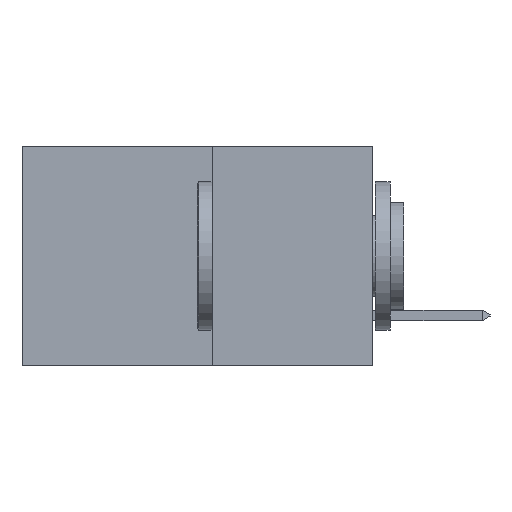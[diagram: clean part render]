
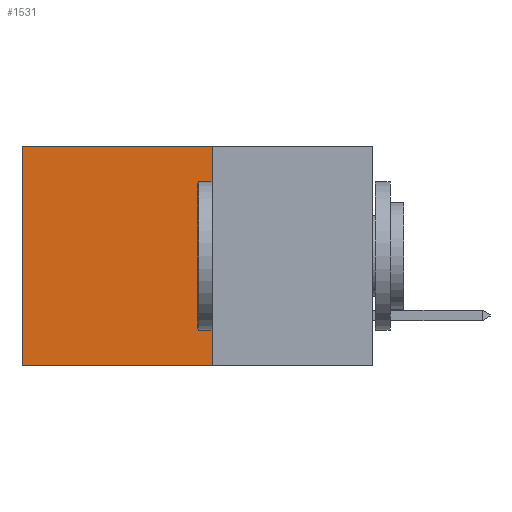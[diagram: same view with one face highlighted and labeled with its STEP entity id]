
A CAD part, left-side view. The second image highlights one B-rep face of the part: STEP entity #1531.
In plain terms, the highlighted planar face has unit normal (-1, 0, 0).
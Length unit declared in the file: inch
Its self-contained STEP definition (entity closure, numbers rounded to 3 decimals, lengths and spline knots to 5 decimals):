
#275 = CARTESIAN_POINT ( 'NONE',  ( 0.277, 0.59, -0.37 ) ) ;
#381 = DIRECTION ( 'NONE',  ( 1., 0., 0. ) ) ;
#662 = EDGE_CURVE ( 'NONE', #14550, #12262, #2279, .T. ) ;
#857 = VECTOR ( 'NONE', #3496, 39.37008 ) ;
#1443 = DIRECTION ( 'NONE',  ( 0., 0., -1. ) ) ;
#1531 = ADVANCED_FACE ( 'NONE', ( #14681 ), #8842, .F. ) ;
#2279 = LINE ( 'NONE', #275, #5049 ) ;
#2978 = VECTOR ( 'NONE', #12819, 39.37008 ) ;
#3022 = VERTEX_POINT ( 'NONE', #3756 ) ;
#3211 = ORIENTED_EDGE ( 'NONE', *, *, #3928, .F. ) ;
#3496 = DIRECTION ( 'NONE',  ( 0., 0., -1. ) ) ;
#3685 = CARTESIAN_POINT ( 'NONE',  ( 0.277, 0.27, -0.37 ) ) ;
#3756 = CARTESIAN_POINT ( 'NONE',  ( 0.277, 0.27, 0. ) ) ;
#3878 = VECTOR ( 'NONE', #12521, 39.37008 ) ;
#3928 = EDGE_CURVE ( 'NONE', #3022, #14479, #6762, .T. ) ;
#4119 = EDGE_CURVE ( 'NONE', #14479, #12262, #10139, .T. ) ;
#4594 = CARTESIAN_POINT ( 'NONE',  ( 0.277, 0.59, 0. ) ) ;
#4764 = AXIS2_PLACEMENT_3D ( 'NONE', #15233, #381, #1443 ) ;
#5049 = VECTOR ( 'NONE', #11716, 39.37008 ) ;
#6493 = ORIENTED_EDGE ( 'NONE', *, *, #4119, .F. ) ;
#6762 = LINE ( 'NONE', #3685, #857 ) ;
#8280 = ORIENTED_EDGE ( 'NONE', *, *, #662, .T. ) ;
#8842 = PLANE ( 'NONE',  #4764 ) ;
#8996 = EDGE_CURVE ( 'NONE', #3022, #14550, #9241, .T. ) ;
#9241 = LINE ( 'NONE', #12972, #2978 ) ;
#10139 = LINE ( 'NONE', #13222, #3878 ) ;
#11480 = CARTESIAN_POINT ( 'NONE',  ( 0.277, 0.27, -0.37 ) ) ;
#11716 = DIRECTION ( 'NONE',  ( 0., 0., -1. ) ) ;
#11909 = EDGE_LOOP ( 'NONE', ( #8280, #6493, #3211, #12330 ) ) ;
#12243 = CARTESIAN_POINT ( 'NONE',  ( 0.277, 0.59, -0.37 ) ) ;
#12262 = VERTEX_POINT ( 'NONE', #12243 ) ;
#12330 = ORIENTED_EDGE ( 'NONE', *, *, #8996, .T. ) ;
#12521 = DIRECTION ( 'NONE',  ( 0., 1., 0. ) ) ;
#12819 = DIRECTION ( 'NONE',  ( 0., 1., 0. ) ) ;
#12972 = CARTESIAN_POINT ( 'NONE',  ( 0.277, 0.27, 0. ) ) ;
#13222 = CARTESIAN_POINT ( 'NONE',  ( 0.277, 0.27, -0.37 ) ) ;
#14479 = VERTEX_POINT ( 'NONE', #11480 ) ;
#14550 = VERTEX_POINT ( 'NONE', #4594 ) ;
#14681 = FACE_OUTER_BOUND ( 'NONE', #11909, .T. ) ;
#15233 = CARTESIAN_POINT ( 'NONE',  ( 0.277, 0.27, -0.37 ) ) ;
